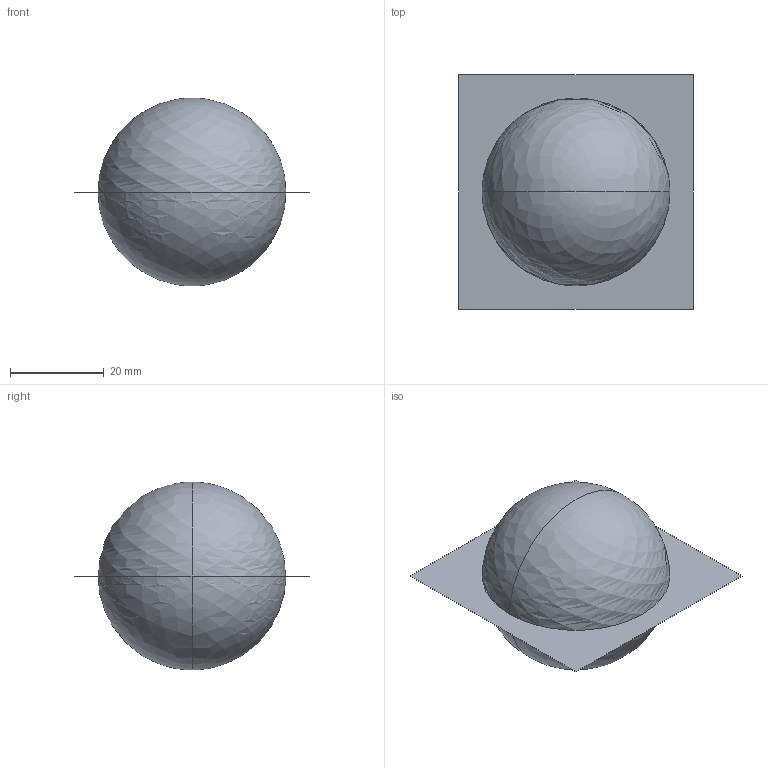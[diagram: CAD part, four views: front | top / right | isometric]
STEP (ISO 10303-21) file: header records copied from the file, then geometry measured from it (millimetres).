
FILE_DESCRIPTION(/* description */ (''),/* implementation_level */ '2;1');
FILE_NAME(/* name */ 'bullet_halfsphere',/* time_stamp */ '2024-10-29T05:23:41-04:00',/* author */ (''),/* organization */ (''),/* preprocessor_version */ 'ST-DEVELOPER v19.2',/* originating_system */ 'Rhino 8.12',/* authorisation */ '');
FILE_SCHEMA (('CONFIG_CONTROL_DESIGN'));
Length unit declared in the file: millimetre
Products named in the file (1): Document
Bounding box: 50 x 50 x 40 mm (x, y, z)
Volume: 50544.4 mm3; surface area: 11766.1 mm2
Topology: 3 solids, 4 shells, 20 faces, 49 edges, 31 vertices
Faces by surface type: bspline 13, plane 4, cylinder 3
Entity records: 1181 total; most frequent: CARTESIAN_POINT 660, ORIENTED_EDGE 82, DIRECTION 81, AXIS2_PLACEMENT_3D 44, EDGE_CURVE 43, TRIMMED_CURVE 34, CIRCLE 34, VERTEX_POINT 31
